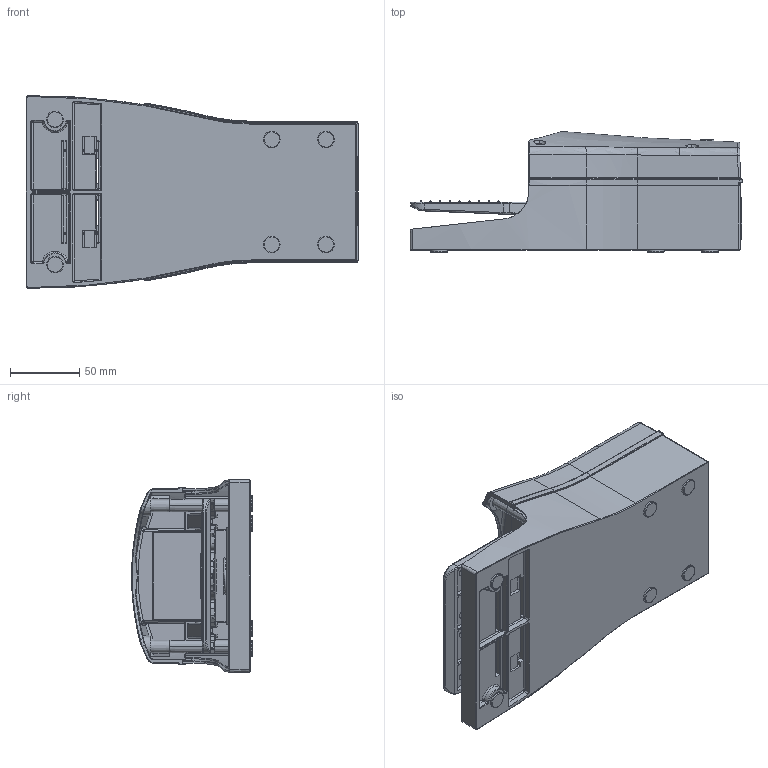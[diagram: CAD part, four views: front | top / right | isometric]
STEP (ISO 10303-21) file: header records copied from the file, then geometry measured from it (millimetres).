
FILE_DESCRIPTION(( 'PEDS 302P.STEP' ), '1');
FILE_NAME( 'PEDS 302P.STEP', '2019-03-04T12:05:49',( 'Sopra'),('sopra-pneumatic.com'), 'SwSTEP 2.0','SolidWorks 2009','' );
FILE_SCHEMA (( 'AUTOMOTIVE_DESIGN' ));
Length unit declared in the file: millimetre
Products named in the file (1): 1_156_4n
Bounding box: 240.2 x 87.47 x 139.42 mm (x, y, z)
Volume: 569257.8 mm3; surface area: 233978.4 mm2
Topology: 4 solids, 4 shells, 3421 faces, 8469 edges, 4914 vertices
Faces by surface type: cylinder 1161, bspline 890, plane 778, cone 300, torus 171, sphere 121
Entity records: 172758 total; most frequent: CARTESIAN_POINT 90284, ORIENTED_EDGE 16614, DIRECTION 13336, EDGE_CURVE 8307, AXIS2_PLACEMENT_3D 5125, VERTEX_POINT 4914, EDGE_LOOP 3497, ADVANCED_FACE 3421
